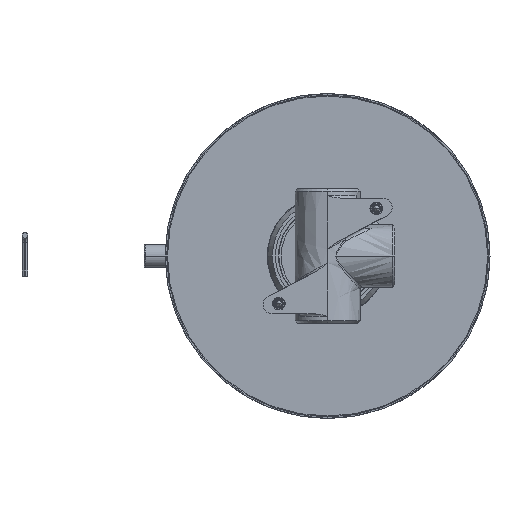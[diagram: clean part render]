
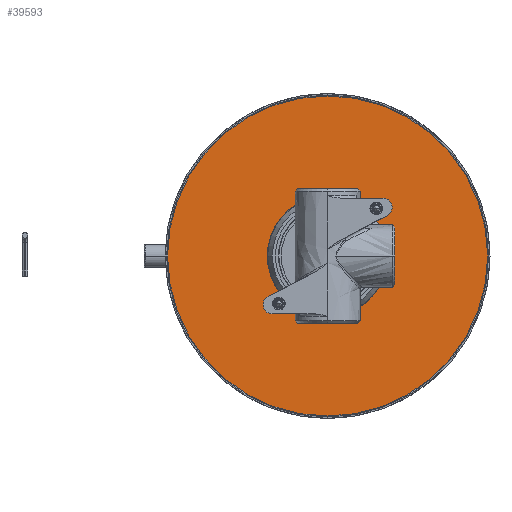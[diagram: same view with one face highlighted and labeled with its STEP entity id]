
A CAD part, front view. The second image highlights one B-rep face of the part: STEP entity #39593.
In plain terms, the highlighted free-form (B-spline) face has degree [1, 1] with [2, 2] control points.
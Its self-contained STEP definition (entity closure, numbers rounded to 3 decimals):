
#1544 = EDGE_CURVE ( 'NONE', #4284, #18688, #57960, .T. ) ;
#2253 = DIRECTION ( 'NONE',  ( 0., 0., -1. ) ) ;
#3386 = CARTESIAN_POINT ( 'NONE',  ( 0., 39.4, -69. ) ) ;
#4284 = VERTEX_POINT ( 'NONE', #3386 ) ;
#4743 = EDGE_CURVE ( 'NONE', #18688, #4284, #21753, .T. ) ;
#7282 = VERTEX_POINT ( 'NONE', #12050 ) ;
#7439 = CARTESIAN_POINT ( 'NONE',  ( -71.809, 39.4, -71.76 ) ) ;
#8522 = AXIS2_PLACEMENT_3D ( 'NONE', #27682, #53216, #38372 ) ;
#8702 = VERTEX_POINT ( 'NONE', #51533 ) ;
#12050 = CARTESIAN_POINT ( 'NONE',  ( 0., 39.4, 22.6 ) ) ;
#13907 = EDGE_CURVE ( 'NONE', #8702, #7282, #34656, .T. ) ;
#18688 = VERTEX_POINT ( 'NONE', #33596 ) ;
#20619 = EDGE_LOOP ( 'NONE', ( #29285, #55498 ) ) ;
#21753 = CIRCLE ( 'NONE', #8522, 69. ) ;
#25534 = DIRECTION ( 'NONE',  ( 0., 1., 0. ) ) ;
#26459 = AXIS2_PLACEMENT_3D ( 'NONE', #64602, #59095, #2253 ) ;
#27682 = CARTESIAN_POINT ( 'NONE',  ( 0., 39.4, 0. ) ) ;
#28278 = B_SPLINE_SURFACE_WITH_KNOTS ( 'NONE', 1, 1, ( 
 ( #33329, #54353 ),
 ( #65337, #7439 ) ),
 .UNSPECIFIED., .F., .F., .F.,
 ( 2, 2 ),
 ( 2, 2 ),
 ( -71.76, 71.76 ),
 ( -71.809, 71.809 ),
 .UNSPECIFIED. ) ;
#29285 = ORIENTED_EDGE ( 'NONE', *, *, #13907, .F. ) ;
#32012 = DIRECTION ( 'NONE',  ( 0., -1., 0. ) ) ;
#33329 = CARTESIAN_POINT ( 'NONE',  ( 71.809, 39.4, 71.76 ) ) ;
#33596 = CARTESIAN_POINT ( 'NONE',  ( 0., 39.4, 69. ) ) ;
#34656 = CIRCLE ( 'NONE', #62133, 22.6 ) ;
#34674 = FACE_OUTER_BOUND ( 'NONE', #53731, .T. ) ;
#37182 = CARTESIAN_POINT ( 'NONE',  ( 0., 39.4, 0. ) ) ;
#38372 = DIRECTION ( 'NONE',  ( 0., 0., 1. ) ) ;
#39593 = ADVANCED_FACE ( 'NONE', ( #34674, #55701 ), #28278, .F. ) ;
#43366 = ORIENTED_EDGE ( 'NONE', *, *, #4743, .F. ) ;
#46581 = DIRECTION ( 'NONE',  ( 0., 0., -1. ) ) ;
#51533 = CARTESIAN_POINT ( 'NONE',  ( 0., 39.4, -22.6 ) ) ;
#52425 = CARTESIAN_POINT ( 'NONE',  ( 0., 39.4, 0. ) ) ;
#53216 = DIRECTION ( 'NONE',  ( 0., 1., 0. ) ) ;
#53731 = EDGE_LOOP ( 'NONE', ( #43366, #66337 ) ) ;
#54353 = CARTESIAN_POINT ( 'NONE',  ( -71.809, 39.4, 71.76 ) ) ;
#55498 = ORIENTED_EDGE ( 'NONE', *, *, #66712, .T. ) ;
#55701 = FACE_BOUND ( 'NONE', #20619, .T. ) ;
#57960 = CIRCLE ( 'NONE', #66742, 69. ) ;
#59095 = DIRECTION ( 'NONE',  ( 0., 1., 0. ) ) ;
#62133 = AXIS2_PLACEMENT_3D ( 'NONE', #37182, #32012, #63701 ) ;
#63701 = DIRECTION ( 'NONE',  ( 0., 0., -1. ) ) ;
#64602 = CARTESIAN_POINT ( 'NONE',  ( 0., 39.4, 0. ) ) ;
#64977 = CIRCLE ( 'NONE', #26459, 22.6 ) ;
#65337 = CARTESIAN_POINT ( 'NONE',  ( 71.809, 39.4, -71.76 ) ) ;
#66337 = ORIENTED_EDGE ( 'NONE', *, *, #1544, .F. ) ;
#66712 = EDGE_CURVE ( 'NONE', #8702, #7282, #64977, .T. ) ;
#66742 = AXIS2_PLACEMENT_3D ( 'NONE', #52425, #25534, #46581 ) ;
